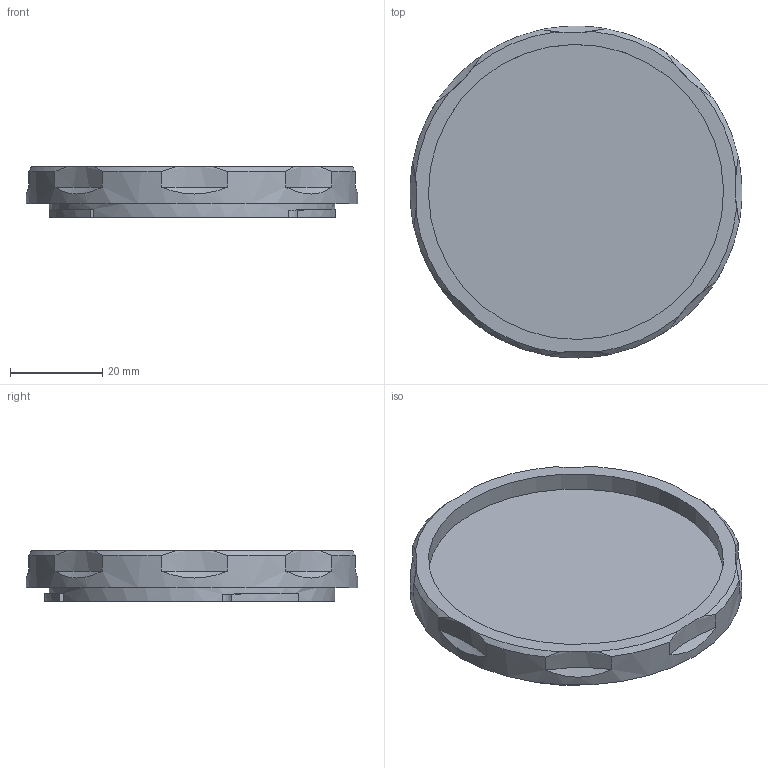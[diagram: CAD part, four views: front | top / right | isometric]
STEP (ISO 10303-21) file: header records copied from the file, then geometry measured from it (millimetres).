
FILE_DESCRIPTION(/* description */ (''),/* implementation_level */ '2;1');
FILE_NAME(/* name */ 'baseBodyCap_M645',/* time_stamp */ '2023-12-05T12:13:25-05:00',/* author */ ('George Moua'),/* organization */ ('Archive 663'),/* preprocessor_version */ 'ST-DEVELOPER v16.7',/* originating_system */ 'Solid Edge',/* authorisation */ 'Unknown');
FILE_SCHEMA (('AUTOMOTIVE_DESIGN {1 0 10303 214 3 1 1}'));
Length unit declared in the file: millimetre
Products named in the file (3): mountLensBase; mountLensBase_M645_oa_0; baseBodyCap_M645
Assembly tree (2 placements, depth 3):
  mountLensBase
    mountLensBase_M645_oa_0
      baseBodyCap_M645
Bounding box: 71.99 x 71.99 x 10.94 mm (x, y, z)
Volume: 14623.4 mm3; surface area: 13411 mm2
Topology: 1 solids, 1 shells, 49 faces, 126 edges, 84 vertices
Faces by surface type: cylinder 20, cone 16, plane 10, bspline 3
Full cylindrical faces by diameter (mm): 56 x1, 62 x1, 64 x2, 68 x1, 72 x1
Entity records: 2576 total; most frequent: CARTESIAN_POINT 1378, ORIENTED_EDGE 236, DIRECTION 231, EDGE_CURVE 118, AXIS2_PLACEMENT_3D 100, VERTEX_POINT 82, EDGE_LOOP 60, FACE_BOUND 60
